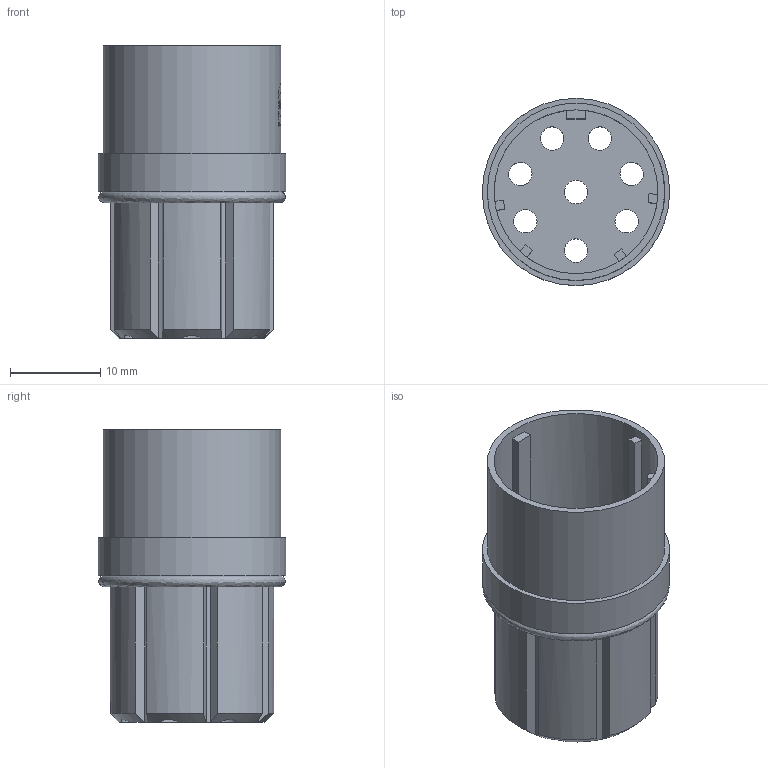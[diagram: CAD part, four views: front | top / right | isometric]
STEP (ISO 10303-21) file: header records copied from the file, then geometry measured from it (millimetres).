
FILE_DESCRIPTION(/* description */ (''),/* implementation_level */ '2;1');
FILE_NAME(/* name */ '100569266ugm000_b.stp',/* time_stamp */ '2017-02-28T08:45:19+01:00',/* author */ (''),/* organization */ (''),/* preprocessor_version */ 'ST-DEVELOPER v16',/* originating_system */ 'SIEMENS PLM Software NX 10.0',/* authorisation */ '');
FILE_SCHEMA (('AUTOMOTIVE_DESIGN { 1 0 10303 214 3 1 1 1 }'));
Length unit declared in the file: millimetre
Products named in the file (1): 100569266ugm000_b
Bounding box: 20.8 x 20.8 x 32.5 mm (x, y, z)
Volume: 4115.6 mm3; surface area: 5294.1 mm2
Topology: 1 solids, 2 shells, 107 faces, 443 edges, 435 vertices
Faces by surface type: plane 62, cylinder 36, cone 7, bspline 2
Full cylindrical faces by diameter (mm): 2.6 x8, 3.8 x8, 18.2 x3, 19.7 x1, 20.8 x1
Entity records: 6625 total; most frequent: CARTESIAN_POINT 2942, DIRECTION 643, ORIENTED_EDGE 624, EDGE_CURVE 312, VERTEX_POINT 250, AXIS2_PLACEMENT_3D 243, EDGE_LOOP 166, LINE 157
